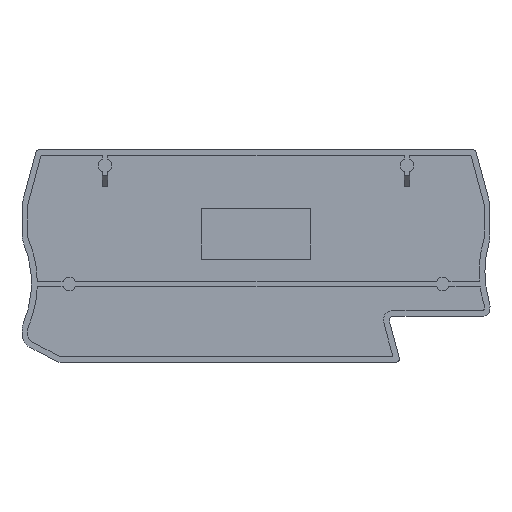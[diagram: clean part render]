
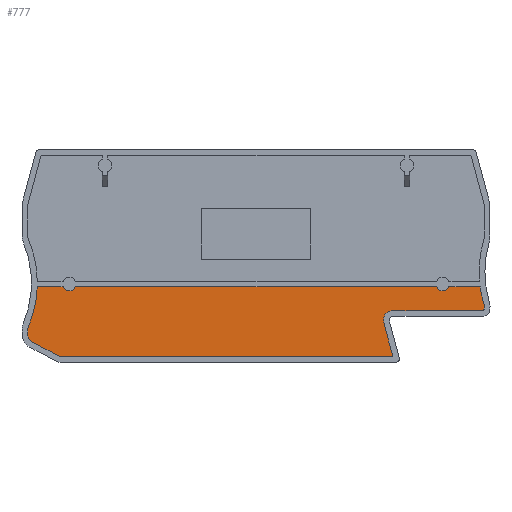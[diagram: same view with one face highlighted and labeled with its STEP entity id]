
A CAD part, left-side view. The second image highlights one B-rep face of the part: STEP entity #777.
In plain terms, the highlighted planar face has unit normal (-1, 0, 0).
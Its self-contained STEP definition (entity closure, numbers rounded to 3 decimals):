
#777=ADVANCED_FACE('',(#1359),#1361,.T.);
#1359=FACE_BOUND('',#1360,.T.);
#1360=EDGE_LOOP('',(#1809,#1810,#1811,#1812,#1813,#1814,#1815,#1816,#1817,#1818,
#1819,#1820,#1821,#1822,#1823,#1824,#1825,#1826,#1827));
#1361=PLANE('',#1362);
#1362=AXIS2_PLACEMENT_3D('',#1363,#1364,#1365);
#1363=CARTESIAN_POINT('',(1.4,-14.657,12.5));
#1364=DIRECTION('',(-1.,0.,0.));
#1365=DIRECTION('',(0.,0.,1.));
#1809=ORIENTED_EDGE('',*,*,#2030,.F.);
#1810=ORIENTED_EDGE('',*,*,#2028,.T.);
#1811=ORIENTED_EDGE('',*,*,#2027,.F.);
#1812=ORIENTED_EDGE('',*,*,#2024,.T.);
#1813=ORIENTED_EDGE('',*,*,#2023,.F.);
#1814=ORIENTED_EDGE('',*,*,#2058,.F.);
#1815=ORIENTED_EDGE('',*,*,#2056,.F.);
#1816=ORIENTED_EDGE('',*,*,#2054,.F.);
#1817=ORIENTED_EDGE('',*,*,#2052,.F.);
#1818=ORIENTED_EDGE('',*,*,#2050,.F.);
#1819=ORIENTED_EDGE('',*,*,#2048,.F.);
#1820=ORIENTED_EDGE('',*,*,#2046,.F.);
#1821=ORIENTED_EDGE('',*,*,#2044,.F.);
#1822=ORIENTED_EDGE('',*,*,#2042,.F.);
#1823=ORIENTED_EDGE('',*,*,#2040,.F.);
#1824=ORIENTED_EDGE('',*,*,#2038,.F.);
#1825=ORIENTED_EDGE('',*,*,#2036,.F.);
#1826=ORIENTED_EDGE('',*,*,#2034,.F.);
#1827=ORIENTED_EDGE('',*,*,#2032,.F.);
#2023=EDGE_CURVE('',#2389,#2387,#2391,.T.);
#2024=EDGE_CURVE('',#2392,#2387,#2393,.T.);
#2027=EDGE_CURVE('',#2392,#2395,#2397,.T.);
#2028=EDGE_CURVE('',#2398,#2395,#2399,.T.);
#2030=EDGE_CURVE('',#2398,#2401,#2402,.T.);
#2032=EDGE_CURVE('',#2401,#2404,#2405,.T.);
#2034=EDGE_CURVE('',#2404,#2407,#2408,.T.);
#2036=EDGE_CURVE('',#2407,#2410,#2411,.T.);
#2038=EDGE_CURVE('',#2410,#2413,#2414,.T.);
#2040=EDGE_CURVE('',#2413,#2416,#2417,.T.);
#2042=EDGE_CURVE('',#2416,#2419,#2420,.T.);
#2044=EDGE_CURVE('',#2419,#2422,#2423,.T.);
#2046=EDGE_CURVE('',#2422,#2425,#2426,.T.);
#2048=EDGE_CURVE('',#2425,#2428,#2429,.T.);
#2050=EDGE_CURVE('',#2428,#2431,#2432,.T.);
#2052=EDGE_CURVE('',#2431,#2434,#2435,.T.);
#2054=EDGE_CURVE('',#2434,#2437,#2438,.T.);
#2056=EDGE_CURVE('',#2437,#2440,#2441,.T.);
#2058=EDGE_CURVE('',#2440,#2389,#2443,.T.);
#2387=VERTEX_POINT('',#3214);
#2389=VERTEX_POINT('',#3218);
#2391=LINE('',#3222,#3223);
#2392=VERTEX_POINT('',#3225);
#2393=CIRCLE('',#3226,0.95);
#2395=VERTEX_POINT('',#3233);
#2397=LINE('',#3237,#3238);
#2398=VERTEX_POINT('',#3240);
#2399=CIRCLE('',#3241,0.95);
#2401=VERTEX_POINT('',#3248);
#2402=LINE('',#3249,#3250);
#2404=VERTEX_POINT('',#3255);
#2405=CIRCLE('',#3256,15.3);
#2407=VERTEX_POINT('',#3263);
#2408=CIRCLE('',#3264,1.2);
#2410=VERTEX_POINT('',#3271);
#2411=LINE('',#3272,#3273);
#2413=VERTEX_POINT('',#3278);
#2414=CIRCLE('',#3279,0.2);
#2416=VERTEX_POINT('',#3286);
#2417=LINE('',#3287,#3288);
#2419=VERTEX_POINT('',#3293);
#2420=CIRCLE('',#3294,1.3);
#2422=VERTEX_POINT('',#3301);
#2423=LINE('',#3302,#3303);
#2425=VERTEX_POINT('',#3308);
#2426=LINE('',#3309,#3310);
#2428=VERTEX_POINT('',#3315);
#2429=CIRCLE('',#3316,0.2);
#2431=VERTEX_POINT('',#3323);
#2432=LINE('',#3324,#3325);
#2434=VERTEX_POINT('',#3330);
#2435=CIRCLE('',#3331,1.2);
#2437=VERTEX_POINT('',#3338);
#2438=LINE('',#3339,#3340);
#2440=VERTEX_POINT('',#3345);
#2441=CIRCLE('',#3346,1.2);
#2443=CIRCLE('',#3353,15.3);
#3214=CARTESIAN_POINT('',(1.4,30.662,17.05));
#3218=CARTESIAN_POINT('',(1.4,34.21,17.05));
#3222=CARTESIAN_POINT('',(1.4,34.21,17.05));
#3223=VECTOR('',#3224,1.);
#3224=DIRECTION('',(0.,-1.,0.));
#3225=CARTESIAN_POINT('',(1.4,28.938,17.05));
#3226=AXIS2_PLACEMENT_3D('',#3227,#3228,#3229);
#3227=CARTESIAN_POINT('',(1.4,29.8,17.45));
#3228=DIRECTION('',(1.,0.,0.));
#3229=DIRECTION('',(0.,-0.907,-0.421));
#3233=CARTESIAN_POINT('',(1.4,-20.638,17.05));
#3237=CARTESIAN_POINT('',(1.4,28.938,17.05));
#3238=VECTOR('',#3239,1.);
#3239=DIRECTION('',(0.,-1.,0.));
#3240=CARTESIAN_POINT('',(1.4,-22.362,17.05));
#3241=AXIS2_PLACEMENT_3D('',#3242,#3243,#3244);
#3242=CARTESIAN_POINT('',(1.4,-21.5,17.45));
#3243=DIRECTION('',(1.,0.,0.));
#3244=DIRECTION('',(0.,-0.907,-0.421));
#3248=CARTESIAN_POINT('',(1.4,-26.645,17.05));
#3249=CARTESIAN_POINT('',(1.4,-22.362,17.05));
#3250=VECTOR('',#3251,1.);
#3251=DIRECTION('',(0.,-1.,0.));
#3255=CARTESIAN_POINT('',(1.4,-27.149,14.741));
#3256=AXIS2_PLACEMENT_3D('',#3257,#3258,#3259);
#3257=CARTESIAN_POINT('',(1.4,-41.8,19.15));
#3258=DIRECTION('',(-1.,0.,0.));
#3259=DIRECTION('',(0.,0.991,-0.137));
#3263=CARTESIAN_POINT('',(1.4,-27.2,14.395));
#3264=AXIS2_PLACEMENT_3D('',#3265,#3266,#3267);
#3265=CARTESIAN_POINT('',(1.4,-26.,14.395));
#3266=DIRECTION('',(1.,0.,0.));
#3267=DIRECTION('',(0.,-0.958,0.288));
#3271=CARTESIAN_POINT('',(1.4,-27.2,14.));
#3272=CARTESIAN_POINT('',(1.4,-27.2,14.395));
#3273=VECTOR('',#3274,1.);
#3274=DIRECTION('',(0.,0.,-1.));
#3278=CARTESIAN_POINT('',(1.4,-27.,13.8));
#3279=AXIS2_PLACEMENT_3D('',#3280,#3281,#3282);
#3280=CARTESIAN_POINT('',(1.4,-27.,14.));
#3281=DIRECTION('',(1.,0.,0.));
#3282=DIRECTION('',(0.,-1.,0.));
#3286=CARTESIAN_POINT('',(1.4,-14.657,13.8));
#3287=CARTESIAN_POINT('',(1.4,-27.,13.8));
#3288=VECTOR('',#3289,1.);
#3289=DIRECTION('',(0.,1.,0.));
#3293=CARTESIAN_POINT('',(1.4,-13.401,12.164));
#3294=AXIS2_PLACEMENT_3D('',#3295,#3296,#3297);
#3295=CARTESIAN_POINT('',(1.4,-14.657,12.5));
#3296=DIRECTION('',(-1.,0.,0.));
#3297=DIRECTION('',(0.,0.,1.));
#3301=CARTESIAN_POINT('',(1.4,-14.651,7.5));
#3302=CARTESIAN_POINT('',(1.4,-13.401,12.164));
#3303=VECTOR('',#3304,1.);
#3304=DIRECTION('',(0.,-0.259,-0.966));
#3308=CARTESIAN_POINT('',(1.4,31.066,7.5));
#3309=CARTESIAN_POINT('',(1.4,-14.651,7.5));
#3310=VECTOR('',#3311,1.);
#3311=DIRECTION('',(0.,1.,0.));
#3315=CARTESIAN_POINT('',(1.4,31.159,7.523));
#3316=AXIS2_PLACEMENT_3D('',#3317,#3318,#3319);
#3317=CARTESIAN_POINT('',(1.4,31.066,7.7));
#3318=DIRECTION('',(1.,0.,0.));
#3319=DIRECTION('',(0.,0.,-1.));
#3323=CARTESIAN_POINT('',(1.4,34.858,9.466));
#3324=CARTESIAN_POINT('',(1.4,31.159,7.523));
#3325=VECTOR('',#3326,1.);
#3326=DIRECTION('',(0.,0.885,0.465));
#3330=CARTESIAN_POINT('',(1.4,35.5,10.528));
#3331=AXIS2_PLACEMENT_3D('',#3332,#3333,#3334);
#3332=CARTESIAN_POINT('',(1.4,34.3,10.528));
#3333=DIRECTION('',(1.,0.,0.));
#3334=DIRECTION('',(0.,0.465,-0.885));
#3338=CARTESIAN_POINT('',(1.4,35.5,11.18));
#3339=CARTESIAN_POINT('',(1.4,35.5,10.528));
#3340=VECTOR('',#3341,1.);
#3341=DIRECTION('',(0.,0.,1.));
#3345=CARTESIAN_POINT('',(1.4,35.405,11.647));
#3346=AXIS2_PLACEMENT_3D('',#3347,#3348,#3349);
#3347=CARTESIAN_POINT('',(1.4,34.3,11.18));
#3348=DIRECTION('',(1.,0.,0.));
#3349=DIRECTION('',(0.,1.,0.));
#3353=AXIS2_PLACEMENT_3D('',#3354,#3355,#3356);
#3354=CARTESIAN_POINT('',(1.4,49.5,17.6));
#3355=DIRECTION('',(-1.,0.,0.));
#3356=DIRECTION('',(0.,-0.921,-0.389));
